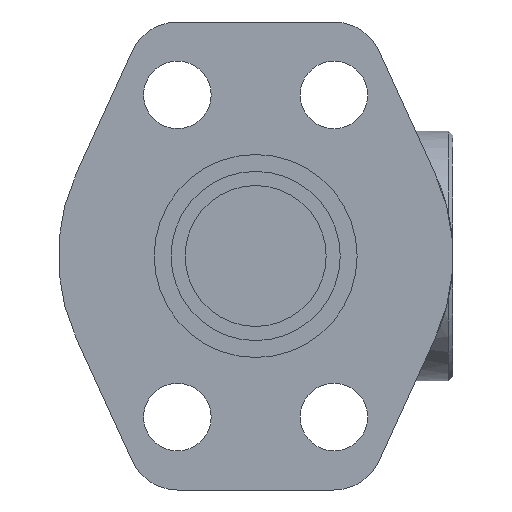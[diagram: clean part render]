
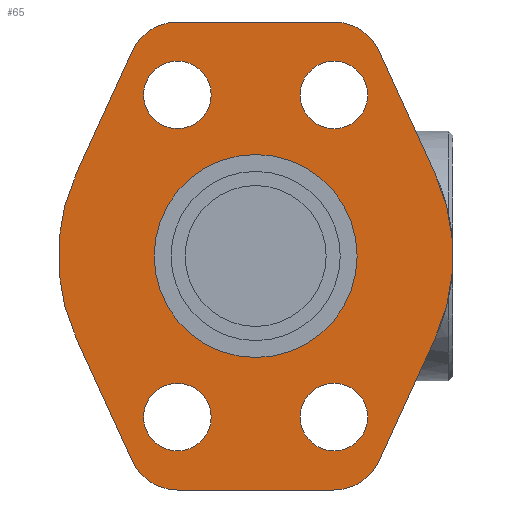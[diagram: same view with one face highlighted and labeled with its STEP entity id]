
A CAD part, front view. The second image highlights one B-rep face of the part: STEP entity #65.
In plain terms, the highlighted planar face has unit normal (0, -1, 0).
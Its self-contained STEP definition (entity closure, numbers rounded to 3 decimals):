
#65=ADVANCED_FACE('',(#137,#138,#139,#140,#141,#142),#143,.F.);
#137=FACE_BOUND('',#251,.T.);
#138=FACE_OUTER_BOUND('',#252,.T.);
#139=FACE_BOUND('',#253,.T.);
#140=FACE_BOUND('',#254,.T.);
#141=FACE_BOUND('',#255,.T.);
#142=FACE_BOUND('',#256,.T.);
#143=PLANE('',#257);
#251=EDGE_LOOP('',(#467,#468));
#252=EDGE_LOOP('',(#469,#470,#471,#472,#473,#474,#475,#476,#477,#478,#479,#480));
#253=EDGE_LOOP('',(#481,#482));
#254=EDGE_LOOP('',(#483,#484));
#255=EDGE_LOOP('',(#485,#486));
#256=EDGE_LOOP('',(#487,#488));
#257=AXIS2_PLACEMENT_3D('',#489,#490,#491);
#467=ORIENTED_EDGE('',*,*,#807,.T.);
#468=ORIENTED_EDGE('',*,*,#800,.T.);
#469=ORIENTED_EDGE('',*,*,#809,.F.);
#470=ORIENTED_EDGE('',*,*,#810,.F.);
#471=ORIENTED_EDGE('',*,*,#811,.T.);
#472=ORIENTED_EDGE('',*,*,#812,.F.);
#473=ORIENTED_EDGE('',*,*,#813,.T.);
#474=ORIENTED_EDGE('',*,*,#814,.F.);
#475=ORIENTED_EDGE('',*,*,#815,.F.);
#476=ORIENTED_EDGE('',*,*,#816,.F.);
#477=ORIENTED_EDGE('',*,*,#817,.T.);
#478=ORIENTED_EDGE('',*,*,#818,.F.);
#479=ORIENTED_EDGE('',*,*,#819,.T.);
#480=ORIENTED_EDGE('',*,*,#820,.F.);
#481=ORIENTED_EDGE('',*,*,#821,.T.);
#482=ORIENTED_EDGE('',*,*,#784,.T.);
#483=ORIENTED_EDGE('',*,*,#822,.T.);
#484=ORIENTED_EDGE('',*,*,#788,.T.);
#485=ORIENTED_EDGE('',*,*,#823,.T.);
#486=ORIENTED_EDGE('',*,*,#792,.T.);
#487=ORIENTED_EDGE('',*,*,#824,.T.);
#488=ORIENTED_EDGE('',*,*,#796,.T.);
#489=CARTESIAN_POINT('',(0.,0.,0.));
#490=DIRECTION('',(0.,1.0,0.));
#491=DIRECTION('',(0.,0.0,-1.0));
#784=EDGE_CURVE('',#947,#951,#953,.T.);
#788=EDGE_CURVE('',#955,#959,#961,.T.);
#792=EDGE_CURVE('',#963,#967,#969,.T.);
#796=EDGE_CURVE('',#971,#975,#977,.T.);
#800=EDGE_CURVE('',#979,#983,#985,.T.);
#807=EDGE_CURVE('',#983,#979,#996,.T.);
#809=EDGE_CURVE('',#998,#999,#1000,.T.);
#810=EDGE_CURVE('',#1001,#998,#1002,.T.);
#811=EDGE_CURVE('',#1001,#1003,#1004,.T.);
#812=EDGE_CURVE('',#1005,#1003,#1006,.T.);
#813=EDGE_CURVE('',#1005,#1007,#1008,.T.);
#814=EDGE_CURVE('',#1009,#1007,#1010,.T.);
#815=EDGE_CURVE('',#1011,#1009,#1012,.T.);
#816=EDGE_CURVE('',#1013,#1011,#1014,.T.);
#817=EDGE_CURVE('',#1013,#1015,#1016,.T.);
#818=EDGE_CURVE('',#1017,#1015,#1018,.T.);
#819=EDGE_CURVE('',#1017,#1019,#1020,.T.);
#820=EDGE_CURVE('',#999,#1019,#1021,.T.);
#821=EDGE_CURVE('',#951,#947,#1022,.T.);
#822=EDGE_CURVE('',#959,#955,#1023,.T.);
#823=EDGE_CURVE('',#967,#963,#1024,.T.);
#824=EDGE_CURVE('',#975,#971,#1025,.T.);
#947=VERTEX_POINT('',#1231);
#951=VERTEX_POINT('',#1236);
#953=CIRCLE('',#1239,6.0);
#955=VERTEX_POINT('',#1241);
#959=VERTEX_POINT('',#1246);
#961=CIRCLE('',#1249,6.0);
#963=VERTEX_POINT('',#1251);
#967=VERTEX_POINT('',#1256);
#969=CIRCLE('',#1259,6.0);
#971=VERTEX_POINT('',#1261);
#975=VERTEX_POINT('',#1266);
#977=CIRCLE('',#1269,6.0);
#979=VERTEX_POINT('',#1271);
#983=VERTEX_POINT('',#1276);
#985=CIRCLE('',#1279,18.0);
#996=CIRCLE('',#1292,18.0);
#998=VERTEX_POINT('',#1294);
#999=VERTEX_POINT('',#1295);
#1000=LINE('',#1296,#1297);
#1001=VERTEX_POINT('',#1298);
#1002=CIRCLE('',#1299,35.0);
#1003=VERTEX_POINT('',#1300);
#1004=LINE('',#1301,#1302);
#1005=VERTEX_POINT('',#1303);
#1006=CIRCLE('',#1304,8.75);
#1007=VERTEX_POINT('',#1305);
#1008=LINE('',#1306,#1307);
#1009=VERTEX_POINT('',#1308);
#1010=CIRCLE('',#1309,8.75);
#1011=VERTEX_POINT('',#1310);
#1012=LINE('',#1311,#1312);
#1013=VERTEX_POINT('',#1313);
#1014=CIRCLE('',#1314,35.0);
#1015=VERTEX_POINT('',#1315);
#1016=LINE('',#1316,#1317);
#1017=VERTEX_POINT('',#1318);
#1018=CIRCLE('',#1319,8.75);
#1019=VERTEX_POINT('',#1320);
#1020=LINE('',#1321,#1322);
#1021=CIRCLE('',#1323,8.75);
#1022=CIRCLE('',#1324,6.0);
#1023=CIRCLE('',#1325,6.0);
#1024=CIRCLE('',#1326,6.0);
#1025=CIRCLE('',#1327,6.0);
#1231=CARTESIAN_POINT('',(-7.88,0.,-28.575));
#1236=CARTESIAN_POINT('',(-19.88,0.,-28.575));
#1239=AXIS2_PLACEMENT_3D('',#1642,#1643,#1644);
#1241=CARTESIAN_POINT('',(19.88,0.,-28.575));
#1246=CARTESIAN_POINT('',(7.88,0.,-28.575));
#1249=AXIS2_PLACEMENT_3D('',#1650,#1651,#1652);
#1251=CARTESIAN_POINT('',(-7.88,0.,28.575));
#1256=CARTESIAN_POINT('',(-19.88,0.,28.575));
#1259=AXIS2_PLACEMENT_3D('',#1658,#1659,#1660);
#1261=CARTESIAN_POINT('',(19.88,0.,28.575));
#1266=CARTESIAN_POINT('',(7.88,0.,28.575));
#1269=AXIS2_PLACEMENT_3D('',#1666,#1667,#1668);
#1271=CARTESIAN_POINT('',(-18.0,0.,0.));
#1276=CARTESIAN_POINT('',(18.0,0.,0.));
#1279=AXIS2_PLACEMENT_3D('',#1674,#1675,#1676);
#1292=AXIS2_PLACEMENT_3D('',#1691,#1692,#1693);
#1294=CARTESIAN_POINT('',(-31.825,0.,14.565));
#1295=CARTESIAN_POINT('',(-21.836,0.,36.391));
#1296=CARTESIAN_POINT('',(-31.825,0.,14.565));
#1297=VECTOR('',#1697,1.0);
#1298=CARTESIAN_POINT('',(-31.825,0.,-14.565));
#1299=AXIS2_PLACEMENT_3D('',#1698,#1699,#1700);
#1300=CARTESIAN_POINT('',(-21.836,0.,-36.391));
#1301=CARTESIAN_POINT('',(-31.825,0.,-14.565));
#1302=VECTOR('',#1701,1.0);
#1303=CARTESIAN_POINT('',(-13.88,0.,-41.5));
#1304=AXIS2_PLACEMENT_3D('',#1702,#1703,#1704);
#1305=CARTESIAN_POINT('',(13.88,0.,-41.5));
#1306=CARTESIAN_POINT('',(-13.88,0.,-41.5));
#1307=VECTOR('',#1705,1.0);
#1308=CARTESIAN_POINT('',(21.836,0.,-36.391));
#1309=AXIS2_PLACEMENT_3D('',#1706,#1707,#1708);
#1310=CARTESIAN_POINT('',(31.825,0.,-14.565));
#1311=CARTESIAN_POINT('',(31.825,0.,-14.565));
#1312=VECTOR('',#1709,1.0);
#1313=CARTESIAN_POINT('',(31.825,0.,14.565));
#1314=AXIS2_PLACEMENT_3D('',#1710,#1711,#1712);
#1315=CARTESIAN_POINT('',(21.836,0.,36.391));
#1316=CARTESIAN_POINT('',(31.825,0.,14.565));
#1317=VECTOR('',#1713,1.0);
#1318=CARTESIAN_POINT('',(13.88,0.,41.5));
#1319=AXIS2_PLACEMENT_3D('',#1714,#1715,#1716);
#1320=CARTESIAN_POINT('',(-13.88,0.,41.5));
#1321=CARTESIAN_POINT('',(13.88,0.,41.5));
#1322=VECTOR('',#1717,1.0);
#1323=AXIS2_PLACEMENT_3D('',#1718,#1719,#1720);
#1324=AXIS2_PLACEMENT_3D('',#1721,#1722,#1723);
#1325=AXIS2_PLACEMENT_3D('',#1724,#1725,#1726);
#1326=AXIS2_PLACEMENT_3D('',#1727,#1728,#1729);
#1327=AXIS2_PLACEMENT_3D('',#1730,#1731,#1732);
#1642=CARTESIAN_POINT('',(-13.88,0.0,-28.575));
#1643=DIRECTION('',(0.,1.0,0.));
#1644=DIRECTION('',(1.0,0.,0.));
#1650=CARTESIAN_POINT('',(13.88,0.0,-28.575));
#1651=DIRECTION('',(0.,1.0,0.));
#1652=DIRECTION('',(1.0,0.,0.));
#1658=CARTESIAN_POINT('',(-13.88,0.0,28.575));
#1659=DIRECTION('',(0.,1.0,0.));
#1660=DIRECTION('',(1.0,0.,0.));
#1666=CARTESIAN_POINT('',(13.88,0.0,28.575));
#1667=DIRECTION('',(0.,1.0,0.));
#1668=DIRECTION('',(1.0,0.,0.));
#1674=CARTESIAN_POINT('',(0.0,0.0,0.0));
#1675=DIRECTION('',(0.,1.0,0.));
#1676=DIRECTION('',(-1.0,0.,0.));
#1691=CARTESIAN_POINT('',(0.0,0.0,0.0));
#1692=DIRECTION('',(0.,1.0,0.));
#1693=DIRECTION('',(-1.0,0.,0.));
#1697=DIRECTION('',(0.416,0.,0.909));
#1698=CARTESIAN_POINT('',(0.0,0.0,0.0));
#1699=DIRECTION('',(0.,1.0,0.));
#1700=DIRECTION('',(0.,0.0,-1.0));
#1701=DIRECTION('',(0.416,0.,-0.909));
#1702=CARTESIAN_POINT('',(-13.88,0.,-32.75));
#1703=DIRECTION('',(0.,1.0,0.));
#1704=DIRECTION('',(0.,0.0,-1.0));
#1705=DIRECTION('',(1.0,0.,0.));
#1706=CARTESIAN_POINT('',(13.88,0.,-32.75));
#1707=DIRECTION('',(0.,1.0,0.));
#1708=DIRECTION('',(0.,0.0,-1.0));
#1709=DIRECTION('',(-0.416,0.,-0.909));
#1710=CARTESIAN_POINT('',(0.0,0.0,0.0));
#1711=DIRECTION('',(0.,1.0,0.));
#1712=DIRECTION('',(0.,0.0,-1.0));
#1713=DIRECTION('',(-0.416,0.,0.909));
#1714=CARTESIAN_POINT('',(13.88,0.,32.75));
#1715=DIRECTION('',(0.,1.0,0.));
#1716=DIRECTION('',(0.,0.0,-1.0));
#1717=DIRECTION('',(-1.0,0.,0.));
#1718=CARTESIAN_POINT('',(-13.88,0.,32.75));
#1719=DIRECTION('',(0.,1.0,0.));
#1720=DIRECTION('',(0.,0.0,-1.0));
#1721=CARTESIAN_POINT('',(-13.88,0.0,-28.575));
#1722=DIRECTION('',(0.,1.0,0.));
#1723=DIRECTION('',(1.0,0.,0.));
#1724=CARTESIAN_POINT('',(13.88,0.0,-28.575));
#1725=DIRECTION('',(0.,1.0,0.));
#1726=DIRECTION('',(1.0,0.,0.));
#1727=CARTESIAN_POINT('',(-13.88,0.0,28.575));
#1728=DIRECTION('',(0.,1.0,0.));
#1729=DIRECTION('',(1.0,0.,0.));
#1730=CARTESIAN_POINT('',(13.88,0.0,28.575));
#1731=DIRECTION('',(0.,1.0,0.));
#1732=DIRECTION('',(1.0,0.,0.));
